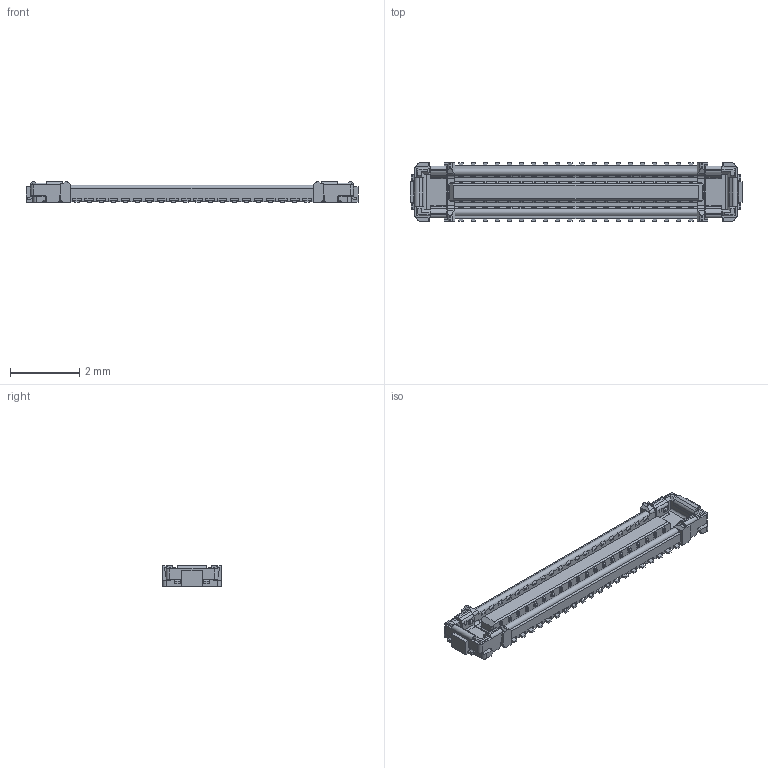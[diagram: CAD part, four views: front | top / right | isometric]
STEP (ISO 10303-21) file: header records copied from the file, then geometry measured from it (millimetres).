
FILE_DESCRIPTION(('Creo Elements/Direct Modeling STEP Export'),'2;1');
FILE_NAME('BM28-40DS.stp','2016-11-30T16:49:04',(''),(''),'Creo Elements/Direct Modeling STEP processor for AP214 (Solid Model)','Creo Elements/Direct Modeling 18.1E 22-Nov-2013 (C) Parametric Technology GmbH','');
FILE_SCHEMA(('AUTOMOTIVE_DESIGN { 1 0 10303 214 1 1 1 1 }'));
Length unit declared in the file: millimetre
Products named in the file (2): BM28B06-40DS2-0.35V
Assembly tree (1 placements, depth 2):
  BM28B06-40DS2-0.35V
    BM28B06-40DS2-0.35V
Bounding box: 9.6 x 1.7 x 0.6 mm (x, y, z)
Volume: 5.2 mm3; surface area: 61.3 mm2
Topology: 1 solids, 1 shells, 1774 faces, 5012 edges, 3228 vertices
Faces by surface type: plane 1428, cylinder 258, cone 88
Entity records: 56665 total; most frequent: CARTESIAN_POINT 10206, ORIENTED_EDGE 10024, DIRECTION 9176, EDGE_CURVE 5012, VECTOR 4268, LINE 4268, VERTEX_POINT 3228, AXIS2_PLACEMENT_3D 2454
